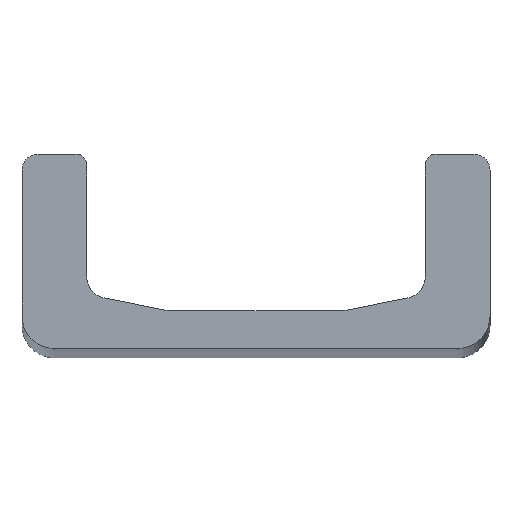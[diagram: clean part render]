
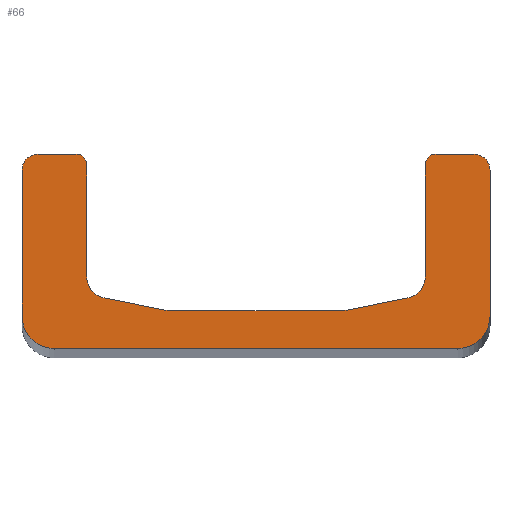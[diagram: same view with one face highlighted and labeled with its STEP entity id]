
A CAD part, top view. The second image highlights one B-rep face of the part: STEP entity #66.
In plain terms, the highlighted planar face has unit normal (0, 0, 1).
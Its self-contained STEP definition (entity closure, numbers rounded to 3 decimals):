
#66=ADVANCED_FACE('',(#109),#110,.T.);
#109=FACE_OUTER_BOUND('',#153,.T.);
#110=PLANE('',#154);
#153=EDGE_LOOP('',(#297,#298,#299,#300,#301,#302,#303,#304,#305,#306,#307,#308,#309,#310,#311,#312,#313,#314,#315,#316));
#154=AXIS2_PLACEMENT_3D('',#317,#318,#319);
#297=ORIENTED_EDGE('',*,*,#343,.F.);
#298=ORIENTED_EDGE('',*,*,#401,.F.);
#299=ORIENTED_EDGE('',*,*,#398,.F.);
#300=ORIENTED_EDGE('',*,*,#395,.F.);
#301=ORIENTED_EDGE('',*,*,#392,.F.);
#302=ORIENTED_EDGE('',*,*,#389,.F.);
#303=ORIENTED_EDGE('',*,*,#386,.F.);
#304=ORIENTED_EDGE('',*,*,#383,.F.);
#305=ORIENTED_EDGE('',*,*,#380,.F.);
#306=ORIENTED_EDGE('',*,*,#377,.F.);
#307=ORIENTED_EDGE('',*,*,#374,.F.);
#308=ORIENTED_EDGE('',*,*,#371,.F.);
#309=ORIENTED_EDGE('',*,*,#368,.F.);
#310=ORIENTED_EDGE('',*,*,#365,.F.);
#311=ORIENTED_EDGE('',*,*,#362,.F.);
#312=ORIENTED_EDGE('',*,*,#359,.F.);
#313=ORIENTED_EDGE('',*,*,#356,.F.);
#314=ORIENTED_EDGE('',*,*,#353,.F.);
#315=ORIENTED_EDGE('',*,*,#350,.F.);
#316=ORIENTED_EDGE('',*,*,#347,.F.);
#317=CARTESIAN_POINT('',(0.,12.832,1000.0));
#318=DIRECTION('',(0.0,0.0,1.0));
#319=DIRECTION('',(1.0,0.0,0.0));
#343=EDGE_CURVE('',#403,#404,#405,.T.);
#347=EDGE_CURVE('',#404,#411,#412,.T.);
#350=EDGE_CURVE('',#411,#416,#417,.T.);
#353=EDGE_CURVE('',#416,#421,#422,.T.);
#356=EDGE_CURVE('',#421,#426,#427,.T.);
#359=EDGE_CURVE('',#426,#431,#432,.T.);
#362=EDGE_CURVE('',#431,#436,#437,.T.);
#365=EDGE_CURVE('',#436,#441,#442,.T.);
#368=EDGE_CURVE('',#441,#446,#447,.T.);
#371=EDGE_CURVE('',#446,#451,#452,.T.);
#374=EDGE_CURVE('',#451,#456,#457,.T.);
#377=EDGE_CURVE('',#456,#461,#462,.T.);
#380=EDGE_CURVE('',#461,#466,#467,.T.);
#383=EDGE_CURVE('',#466,#471,#472,.T.);
#386=EDGE_CURVE('',#471,#476,#477,.T.);
#389=EDGE_CURVE('',#476,#481,#482,.T.);
#392=EDGE_CURVE('',#481,#486,#487,.T.);
#395=EDGE_CURVE('',#486,#491,#492,.T.);
#398=EDGE_CURVE('',#491,#496,#497,.T.);
#401=EDGE_CURVE('',#496,#403,#501,.T.);
#403=VERTEX_POINT('',#503);
#404=VERTEX_POINT('',#504);
#405=CIRCLE('',#505,6.0);
#411=VERTEX_POINT('',#513);
#412=LINE('',#514,#515);
#416=VERTEX_POINT('',#521);
#417=CIRCLE('',#522,3.);
#421=VERTEX_POINT('',#527);
#422=LINE('',#528,#529);
#426=VERTEX_POINT('',#535);
#427=CIRCLE('',#536,2.0);
#431=VERTEX_POINT('',#541);
#432=LINE('',#542,#543);
#436=VERTEX_POINT('',#549);
#437=CIRCLE('',#550,4.0);
#441=VERTEX_POINT('',#555);
#442=LINE('',#556,#557);
#446=VERTEX_POINT('',#563);
#447=CIRCLE('',#564,4.);
#451=VERTEX_POINT('',#569);
#452=LINE('',#570,#571);
#456=VERTEX_POINT('',#577);
#457=CIRCLE('',#578,4.);
#461=VERTEX_POINT('',#583);
#462=LINE('',#584,#585);
#466=VERTEX_POINT('',#591);
#467=CIRCLE('',#592,4.0);
#471=VERTEX_POINT('',#597);
#472=LINE('',#598,#599);
#476=VERTEX_POINT('',#605);
#477=CIRCLE('',#606,2.);
#481=VERTEX_POINT('',#611);
#482=LINE('',#612,#613);
#486=VERTEX_POINT('',#619);
#487=CIRCLE('',#620,3.);
#491=VERTEX_POINT('',#625);
#492=LINE('',#626,#627);
#496=VERTEX_POINT('',#633);
#497=CIRCLE('',#634,6.);
#501=LINE('',#639,#640);
#503=CARTESIAN_POINT('',(-37.35,0.,1000.0));
#504=CARTESIAN_POINT('',(-43.35,6.0,1000.0));
#505=AXIS2_PLACEMENT_3D('',#643,#644,#645);
#513=CARTESIAN_POINT('',(-43.35,33.0,1000.0));
#514=CARTESIAN_POINT('',(-43.35,6.0,1000.0));
#515=VECTOR('',#651,1.0);
#521=CARTESIAN_POINT('',(-40.35,36.0,1000.0));
#522=AXIS2_PLACEMENT_3D('',#654,#655,#656);
#527=CARTESIAN_POINT('',(-33.35,36.0,1000.0));
#528=CARTESIAN_POINT('',(-40.35,36.0,1000.0));
#529=VECTOR('',#661,1.0);
#535=CARTESIAN_POINT('',(-31.35,34.0,1000.0));
#536=AXIS2_PLACEMENT_3D('',#664,#665,#666);
#541=CARTESIAN_POINT('',(-31.35,13.279,1000.0));
#542=CARTESIAN_POINT('',(-31.35,34.0,1000.0));
#543=VECTOR('',#671,1.0);
#549=CARTESIAN_POINT('',(-28.134,9.357,1000.0));
#550=AXIS2_PLACEMENT_3D('',#674,#675,#676);
#555=CARTESIAN_POINT('',(-16.738,7.078,1000.0));
#556=CARTESIAN_POINT('',(-28.134,9.357,1000.0));
#557=VECTOR('',#681,1.0);
#563=CARTESIAN_POINT('',(-15.954,7.0,1000.0));
#564=AXIS2_PLACEMENT_3D('',#684,#685,#686);
#569=CARTESIAN_POINT('',(15.954,7.0,1000.0));
#570=CARTESIAN_POINT('',(-15.954,7.0,1000.0));
#571=VECTOR('',#691,1.0);
#577=CARTESIAN_POINT('',(16.738,7.078,1000.0));
#578=AXIS2_PLACEMENT_3D('',#694,#695,#696);
#583=CARTESIAN_POINT('',(28.134,9.357,1000.0));
#584=CARTESIAN_POINT('',(16.738,7.078,1000.0));
#585=VECTOR('',#701,1.0);
#591=CARTESIAN_POINT('',(31.35,13.279,1000.0));
#592=AXIS2_PLACEMENT_3D('',#704,#705,#706);
#597=CARTESIAN_POINT('',(31.35,34.0,1000.0));
#598=CARTESIAN_POINT('',(31.35,13.279,1000.0));
#599=VECTOR('',#711,1.0);
#605=CARTESIAN_POINT('',(33.35,36.0,1000.0));
#606=AXIS2_PLACEMENT_3D('',#714,#715,#716);
#611=CARTESIAN_POINT('',(40.35,36.0,1000.0));
#612=CARTESIAN_POINT('',(33.35,36.0,1000.0));
#613=VECTOR('',#721,1.0);
#619=CARTESIAN_POINT('',(43.35,33.0,1000.0));
#620=AXIS2_PLACEMENT_3D('',#724,#725,#726);
#625=CARTESIAN_POINT('',(43.35,6.,1000.0));
#626=CARTESIAN_POINT('',(43.35,33.0,1000.0));
#627=VECTOR('',#731,1.0);
#633=CARTESIAN_POINT('',(37.35,0.,1000.0));
#634=AXIS2_PLACEMENT_3D('',#734,#735,#736);
#639=CARTESIAN_POINT('',(37.35,0.,1000.0));
#640=VECTOR('',#741,1.0);
#643=CARTESIAN_POINT('',(-37.35,6.,1000.0));
#644=DIRECTION('',(0.0,0.0,-1.0));
#645=DIRECTION('',(1.0,0.0,0.0));
#651=DIRECTION('',(0.,1.0,0.0));
#654=CARTESIAN_POINT('',(-40.35,33.0,1000.0));
#655=DIRECTION('',(0.0,0.0,-1.0));
#656=DIRECTION('',(1.0,0.0,0.0));
#661=DIRECTION('',(1.0,0.0,0.0));
#664=CARTESIAN_POINT('',(-33.35,34.0,1000.0));
#665=DIRECTION('',(0.0,0.0,-1.0));
#666=DIRECTION('',(1.0,0.0,0.0));
#671=DIRECTION('',(0.,-1.0,0.0));
#674=CARTESIAN_POINT('',(-27.35,13.279,1000.0));
#675=DIRECTION('',(0.0,0.0,1.0));
#676=DIRECTION('',(1.0,0.0,0.0));
#681=DIRECTION('',(0.981,-0.196,0.0));
#684=CARTESIAN_POINT('',(-15.954,11.0,1000.0));
#685=DIRECTION('',(0.0,0.0,1.0));
#686=DIRECTION('',(1.0,0.0,0.0));
#691=DIRECTION('',(1.0,0.,0.0));
#694=CARTESIAN_POINT('',(15.954,11.0,1000.0));
#695=DIRECTION('',(0.0,0.0,1.0));
#696=DIRECTION('',(1.0,0.0,0.0));
#701=DIRECTION('',(0.981,0.196,0.0));
#704=CARTESIAN_POINT('',(27.35,13.279,1000.0));
#705=DIRECTION('',(0.0,0.0,1.0));
#706=DIRECTION('',(1.0,0.0,0.0));
#711=DIRECTION('',(0.,1.0,0.0));
#714=CARTESIAN_POINT('',(33.35,34.0,1000.0));
#715=DIRECTION('',(0.0,0.0,-1.0));
#716=DIRECTION('',(1.0,0.0,0.0));
#721=DIRECTION('',(1.0,0.0,0.0));
#724=CARTESIAN_POINT('',(40.35,33.0,1000.0));
#725=DIRECTION('',(0.0,0.0,-1.0));
#726=DIRECTION('',(1.0,0.0,0.0));
#731=DIRECTION('',(0.,-1.0,0.0));
#734=CARTESIAN_POINT('',(37.35,6.0,1000.0));
#735=DIRECTION('',(0.0,0.0,-1.0));
#736=DIRECTION('',(1.0,0.0,0.0));
#741=DIRECTION('',(-1.0,0.,0.0));
